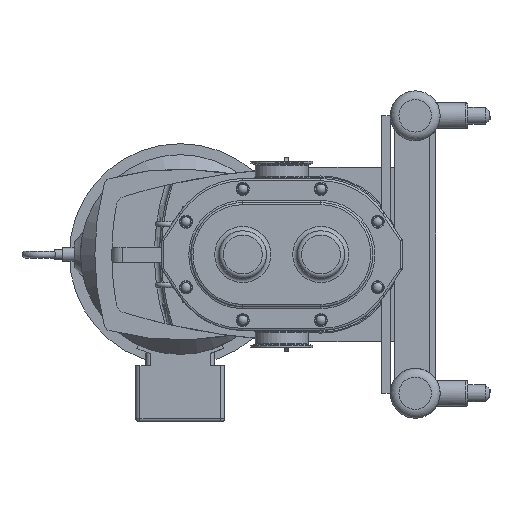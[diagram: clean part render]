
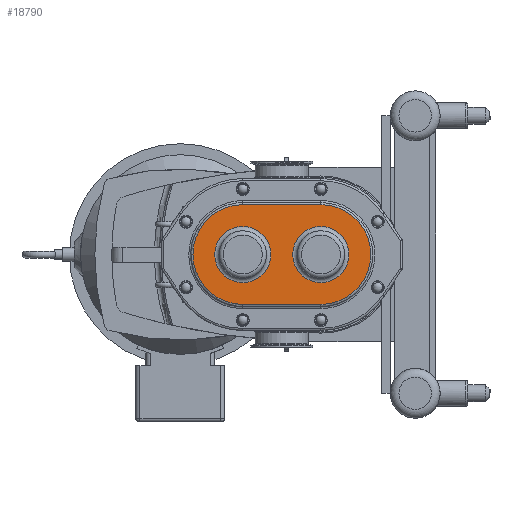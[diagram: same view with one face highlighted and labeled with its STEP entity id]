
A CAD part, left-side view. The second image highlights one B-rep face of the part: STEP entity #18790.
In plain terms, the highlighted planar face has unit normal (-1, 0, 0).
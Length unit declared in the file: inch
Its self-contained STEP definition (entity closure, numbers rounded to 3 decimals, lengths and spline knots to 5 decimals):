
#828=CIRCLE('',#20036,2.875);
#832=CIRCLE('',#20043,2.875);
#866=CIRCLE('',#20107,1.62);
#867=CIRCLE('',#20109,1.62);
#1839=FACE_BOUND('',#3827,.T.);
#1840=FACE_BOUND('',#3828,.T.);
#2067=PLANE('',#20108);
#2715=FACE_OUTER_BOUND('',#3826,.T.);
#3826=EDGE_LOOP('',(#13982,#13983,#13984,#13985));
#3827=EDGE_LOOP('',(#13986));
#3828=EDGE_LOOP('',(#13987));
#5098=LINE('',#29824,#6489);
#5100=LINE('',#29829,#6491);
#6489=VECTOR('',#23005,0.3937);
#6491=VECTOR('',#23009,0.3937);
#8187=VERTEX_POINT('',#29814);
#8188=VERTEX_POINT('',#29816);
#8190=VERTEX_POINT('',#29822);
#8192=VERTEX_POINT('',#29828);
#8219=VERTEX_POINT('',#30337);
#8220=VERTEX_POINT('',#30341);
#10303=EDGE_CURVE('',#8187,#8188,#828,.T.);
#10307=EDGE_CURVE('',#8190,#8187,#5098,.T.);
#10309=EDGE_CURVE('',#8188,#8192,#5100,.T.);
#10312=EDGE_CURVE('',#8192,#8190,#832,.T.);
#10370=EDGE_CURVE('',#8219,#8219,#866,.T.);
#10371=EDGE_CURVE('',#8220,#8220,#867,.T.);
#13982=ORIENTED_EDGE('',*,*,#10307,.F.);
#13983=ORIENTED_EDGE('',*,*,#10312,.F.);
#13984=ORIENTED_EDGE('',*,*,#10309,.F.);
#13985=ORIENTED_EDGE('',*,*,#10303,.F.);
#13986=ORIENTED_EDGE('',*,*,#10370,.F.);
#13987=ORIENTED_EDGE('',*,*,#10371,.F.);
#18790=ADVANCED_FACE('',(#2715,#1839,#1840),#2067,.T.);
#20036=AXIS2_PLACEMENT_3D('',#29817,#22996,#22997);
#20043=AXIS2_PLACEMENT_3D('',#29854,#23014,#23015);
#20107=AXIS2_PLACEMENT_3D('',#30339,#23164,#23165);
#20108=AXIS2_PLACEMENT_3D('',#30340,#23166,#23167);
#20109=AXIS2_PLACEMENT_3D('',#30342,#23168,#23169);
#22996=DIRECTION('center_axis',(1.,0.,0.));
#22997=DIRECTION('ref_axis',(0.,-1.,0.));
#23005=DIRECTION('',(0.,-1.,0.));
#23009=DIRECTION('',(0.,1.,0.));
#23014=DIRECTION('center_axis',(1.,0.,0.));
#23015=DIRECTION('ref_axis',(0.,1.,0.));
#23164=DIRECTION('center_axis',(-1.,0.,0.));
#23165=DIRECTION('ref_axis',(0.,0.,1.));
#23166=DIRECTION('center_axis',(-1.,0.,0.));
#23167=DIRECTION('ref_axis',(0.,0.,-1.));
#23168=DIRECTION('center_axis',(-1.,0.,0.));
#23169=DIRECTION('ref_axis',(0.,0.,1.));
#29814=CARTESIAN_POINT('',(-1.02,-2.25,2.875));
#29816=CARTESIAN_POINT('',(-1.02,-2.25,-2.875));
#29817=CARTESIAN_POINT('Origin',(-1.02,-2.25,0.));
#29822=CARTESIAN_POINT('',(-1.02,2.25,2.875));
#29824=CARTESIAN_POINT('',(-1.02,-1.125,2.875));
#29828=CARTESIAN_POINT('',(-1.02,2.25,-2.875));
#29829=CARTESIAN_POINT('',(-1.02,1.125,-2.875));
#29854=CARTESIAN_POINT('Origin',(-1.02,2.25,0.));
#30337=CARTESIAN_POINT('',(-1.02,-2.25,-1.62));
#30339=CARTESIAN_POINT('Origin',(-1.02,-2.25,0.));
#30340=CARTESIAN_POINT('Origin',(-1.02,0.,0.));
#30341=CARTESIAN_POINT('',(-1.02,2.25,-1.62));
#30342=CARTESIAN_POINT('Origin',(-1.02,2.25,0.));
